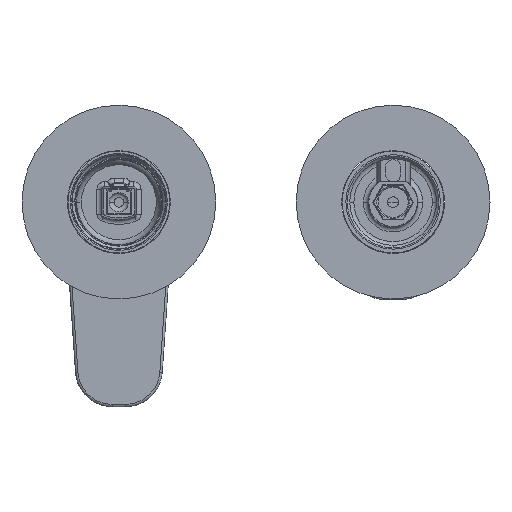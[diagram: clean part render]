
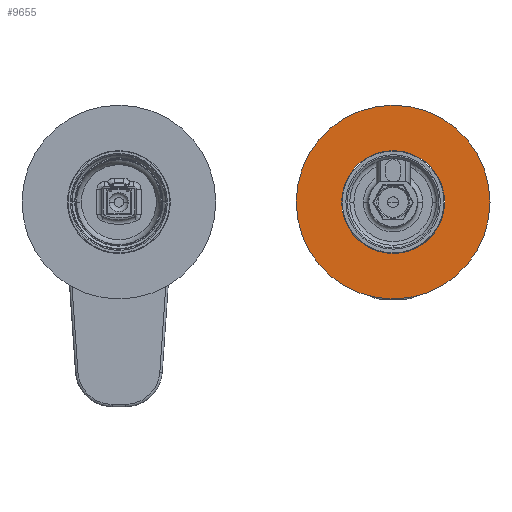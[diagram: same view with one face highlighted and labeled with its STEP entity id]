
A CAD part, top view. The second image highlights one B-rep face of the part: STEP entity #9655.
In plain terms, the highlighted planar face has unit normal (0, 0, 1).
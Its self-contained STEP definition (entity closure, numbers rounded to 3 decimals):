
#188 = CIRCLE ( 'NONE', #4286, 21.25 ) ;
#428 = VERTEX_POINT ( 'NONE', #9062 ) ;
#592 = PLANE ( 'NONE',  #10774 ) ;
#658 = AXIS2_PLACEMENT_3D ( 'NONE', #1849, #6716, #5625 ) ;
#717 = FACE_OUTER_BOUND ( 'NONE', #3985, .T. ) ;
#772 = DIRECTION ( 'NONE',  ( 1., 0., 0. ) ) ;
#1127 = AXIS2_PLACEMENT_3D ( 'NONE', #10818, #11653, #7882 ) ;
#1849 = CARTESIAN_POINT ( 'NONE',  ( 113.24, 0., -50.219 ) ) ;
#2568 = DIRECTION ( 'NONE',  ( 0., 0., 1. ) ) ;
#2943 = CIRCLE ( 'NONE', #8290, 40. ) ;
#2985 = EDGE_CURVE ( 'NONE', #5106, #12040, #2943, .T. ) ;
#3054 = ORIENTED_EDGE ( 'NONE', *, *, #5777, .T. ) ;
#3313 = CARTESIAN_POINT ( 'NONE',  ( 113.24, 0., -50.219 ) ) ;
#3985 = EDGE_LOOP ( 'NONE', ( #11339, #3054 ) ) ;
#4286 = AXIS2_PLACEMENT_3D ( 'NONE', #3313, #6350, #4415 ) ;
#4415 = DIRECTION ( 'NONE',  ( -1., 0., 0. ) ) ;
#5106 = VERTEX_POINT ( 'NONE', #12150 ) ;
#5407 = DIRECTION ( 'NONE',  ( 1., 0., 0. ) ) ;
#5625 = DIRECTION ( 'NONE',  ( 1., 0., 0. ) ) ;
#5706 = ORIENTED_EDGE ( 'NONE', *, *, #7675, .T. ) ;
#5777 = EDGE_CURVE ( 'NONE', #12040, #5106, #12336, .T. ) ;
#6300 = FACE_BOUND ( 'NONE', #6421, .T. ) ;
#6350 = DIRECTION ( 'NONE',  ( 0., 0., -1. ) ) ;
#6421 = EDGE_LOOP ( 'NONE', ( #5706, #10186 ) ) ;
#6549 = CARTESIAN_POINT ( 'NONE',  ( 113.24, 0., -50.219 ) ) ;
#6716 = DIRECTION ( 'NONE',  ( 0., 0., 1. ) ) ;
#7675 = EDGE_CURVE ( 'NONE', #428, #10269, #10154, .T. ) ;
#7882 = DIRECTION ( 'NONE',  ( -1., 0., 0. ) ) ;
#8290 = AXIS2_PLACEMENT_3D ( 'NONE', #6549, #12519, #772 ) ;
#9062 = CARTESIAN_POINT ( 'NONE',  ( 91.99, 0., -50.219 ) ) ;
#9655 = ADVANCED_FACE ( 'NONE', ( #6300, #717 ), #592, .T. ) ;
#10149 = CARTESIAN_POINT ( 'NONE',  ( 73.24, 0., -50.219 ) ) ;
#10154 = CIRCLE ( 'NONE', #1127, 21.25 ) ;
#10186 = ORIENTED_EDGE ( 'NONE', *, *, #12380, .T. ) ;
#10269 = VERTEX_POINT ( 'NONE', #10994 ) ;
#10411 = CARTESIAN_POINT ( 'NONE',  ( 113.24, 0., -50.219 ) ) ;
#10774 = AXIS2_PLACEMENT_3D ( 'NONE', #10411, #2568, #5407 ) ;
#10818 = CARTESIAN_POINT ( 'NONE',  ( 113.24, 0., -50.219 ) ) ;
#10994 = CARTESIAN_POINT ( 'NONE',  ( 134.49, 0., -50.219 ) ) ;
#11339 = ORIENTED_EDGE ( 'NONE', *, *, #2985, .T. ) ;
#11653 = DIRECTION ( 'NONE',  ( 0., 0., -1. ) ) ;
#12040 = VERTEX_POINT ( 'NONE', #10149 ) ;
#12150 = CARTESIAN_POINT ( 'NONE',  ( 153.24, 0., -50.219 ) ) ;
#12336 = CIRCLE ( 'NONE', #658, 40. ) ;
#12380 = EDGE_CURVE ( 'NONE', #10269, #428, #188, .T. ) ;
#12519 = DIRECTION ( 'NONE',  ( 0., 0., 1. ) ) ;
